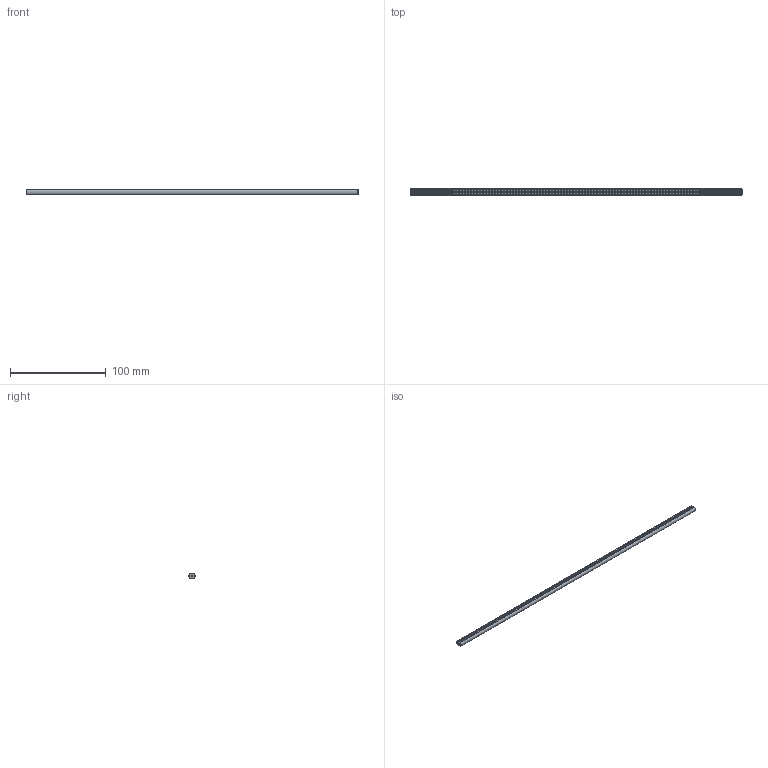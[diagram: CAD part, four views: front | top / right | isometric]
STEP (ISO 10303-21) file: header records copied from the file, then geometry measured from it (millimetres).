
FILE_DESCRIPTION(('FreeCAD Model'),'2;1');
FILE_NAME('Open CASCADE Shape Model','2024-06-18T17:42:03',(''),(''), 'Open CASCADE STEP processor 7.6','FreeCAD','Unknown');
FILE_SCHEMA(('AUTOMOTIVE_DESIGN { 1 0 10303 214 1 1 1 1 }'));
Length unit declared in the file: millimetre
Products named in the file (1): Shaft IDX BU27.75 - SPN-SFT-0231 (stemfie.org)
Bounding box: 346.88 x 6.6 x 5 mm (x, y, z)
Volume: 7918 mm3; surface area: 9945.1 mm2
Topology: 1 solids, 1 shells, 1039 faces, 3250 edges, 2016 vertices
Faces by surface type: cylinder 336, plane 319, cone 226, extrusion 158
Full cylindrical faces by diameter (mm): 2 x334
Entity records: 37296 total; most frequent: CARTESIAN_POINT 7254, ORIENTED_EDGE 6500, DIRECTION 6214, EDGE_CURVE 3250, AXIS2_PLACEMENT_3D 2240, VERTEX_POINT 2016, VECTOR 1734, LINE 1576
